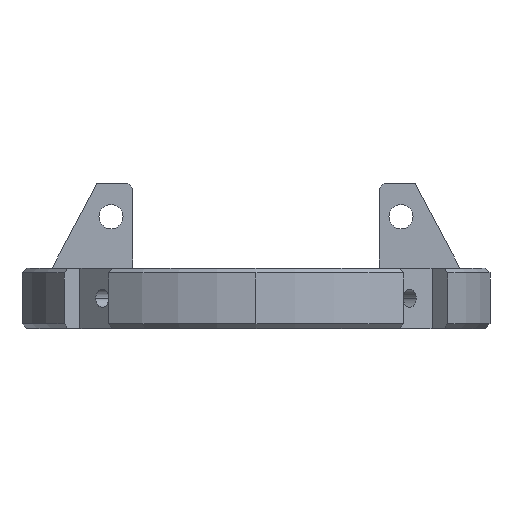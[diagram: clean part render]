
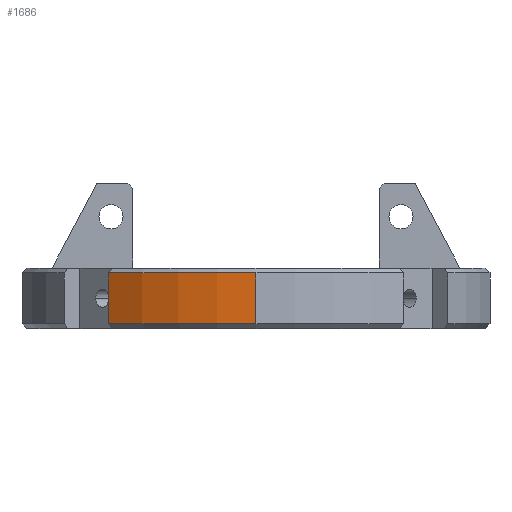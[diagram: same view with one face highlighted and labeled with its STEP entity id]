
A CAD part, left-side view. The second image highlights one B-rep face of the part: STEP entity #1686.
In plain terms, the highlighted cylindrical face has radius 20 mm (diameter 40 mm), a partial arc.
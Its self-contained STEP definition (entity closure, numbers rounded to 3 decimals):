
#1294=CARTESIAN_POINT('Vertex',(-15.861,12.184,4.6)) ;
#1297=CARTESIAN_POINT('Axis2P3D Location',(0.,0.,4.6)) ;
#1301=CARTESIAN_POINT('Vertex',(-20.,0.,4.6)) ;
#1656=CARTESIAN_POINT('Axis2P3D Location',(0.,0.,2.5)) ;
#1661=CARTESIAN_POINT('Line Origine',(-20.,0.,2.5)) ;
#1665=CARTESIAN_POINT('Vertex',(-20.,0.,0.4)) ;
#1668=CARTESIAN_POINT('Line Origine',(-15.861,12.184,2.5)) ;
#1672=CARTESIAN_POINT('Vertex',(-15.861,12.184,0.4)) ;
#1675=CARTESIAN_POINT('Axis2P3D Location',(0.,0.,0.4)) ;
#1298=DIRECTION('Axis2P3D Direction',(0.,0.,1.)) ;
#1657=DIRECTION('Axis2P3D Direction',(0.,0.,1.)) ;
#1658=DIRECTION('Axis2P3D XDirection',(1.,0.,0.)) ;
#1662=DIRECTION('Vector Direction',(0.,0.,1.)) ;
#1669=DIRECTION('Vector Direction',(0.,0.,1.)) ;
#1676=DIRECTION('Axis2P3D Direction',(0.,0.,1.)) ;
#1299=AXIS2_PLACEMENT_3D('Circle Axis2P3D',#1297,#1298,$) ;
#1659=AXIS2_PLACEMENT_3D('Cylinder Axis2P3D',#1656,#1657,#1658) ;
#1677=AXIS2_PLACEMENT_3D('Circle Axis2P3D',#1675,#1676,$) ;
#1681=ORIENTED_EDGE('',*,*,#1667,.T.) ;
#1682=ORIENTED_EDGE('',*,*,#1303,.F.) ;
#1683=ORIENTED_EDGE('',*,*,#1674,.F.) ;
#1684=ORIENTED_EDGE('',*,*,#1679,.T.) ;
#1663=VECTOR('Line Direction',#1662,1.) ;
#1670=VECTOR('Line Direction',#1669,1.) ;
#1686=ADVANCED_FACE('Corps principal',(#1685),#1660,.T.) ;
#1300=CIRCLE('generated circle',#1299,20.) ;
#1678=CIRCLE('generated circle',#1677,20.) ;
#1660=CYLINDRICAL_SURFACE('generated cylinder',#1659,20.) ;
#1303=EDGE_CURVE('',#1295,#1302,#1300,.T.) ;
#1667=EDGE_CURVE('',#1666,#1302,#1664,.T.) ;
#1674=EDGE_CURVE('',#1673,#1295,#1671,.T.) ;
#1679=EDGE_CURVE('',#1673,#1666,#1678,.T.) ;
#1680=EDGE_LOOP('',(#1681,#1682,#1683,#1684)) ;
#1685=FACE_OUTER_BOUND('',#1680,.T.) ;
#1664=LINE('Line',#1661,#1663) ;
#1671=LINE('Line',#1668,#1670) ;
#1295=VERTEX_POINT('',#1294) ;
#1302=VERTEX_POINT('',#1301) ;
#1666=VERTEX_POINT('',#1665) ;
#1673=VERTEX_POINT('',#1672) ;
